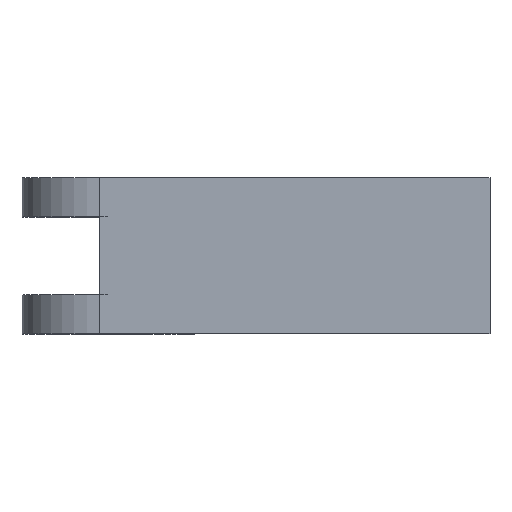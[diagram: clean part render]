
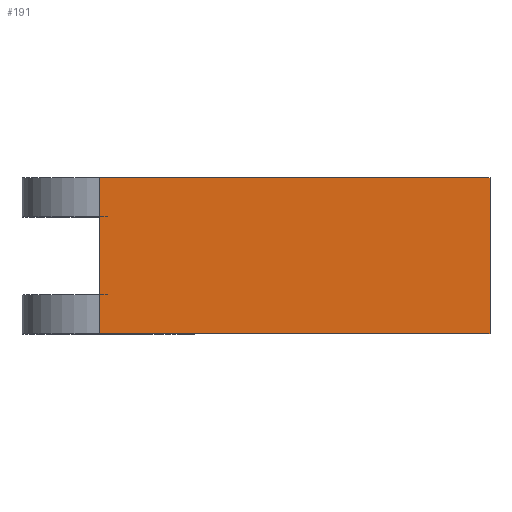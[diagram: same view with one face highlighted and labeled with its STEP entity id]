
A CAD part, top view. The second image highlights one B-rep face of the part: STEP entity #191.
In plain terms, the highlighted planar face has unit normal (0, 0, 1).
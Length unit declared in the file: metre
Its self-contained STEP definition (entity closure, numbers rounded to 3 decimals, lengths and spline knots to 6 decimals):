
#14=PLANE('',#222);
#19=LINE('',#298,#33);
#21=LINE('',#309,#35);
#28=LINE('',#327,#42);
#30=LINE('',#331,#44);
#31=LINE('',#332,#45);
#32=LINE('',#333,#46);
#33=VECTOR('',#239,1.);
#35=VECTOR('',#251,1.);
#42=VECTOR('',#266,1.);
#44=VECTOR('',#270,1.);
#45=VECTOR('',#271,1.);
#46=VECTOR('',#272,1.);
#67=ORIENTED_EDGE('',*,*,#112,.T.);
#68=ORIENTED_EDGE('',*,*,#96,.F.);
#69=ORIENTED_EDGE('',*,*,#113,.F.);
#70=ORIENTED_EDGE('',*,*,#101,.F.);
#71=ORIENTED_EDGE('',*,*,#114,.F.);
#72=ORIENTED_EDGE('',*,*,#110,.T.);
#96=EDGE_CURVE('',#119,#121,#19,.T.);
#101=EDGE_CURVE('',#125,#126,#21,.T.);
#110=EDGE_CURVE('',#132,#131,#28,.T.);
#112=EDGE_CURVE('',#131,#121,#30,.T.);
#113=EDGE_CURVE('',#126,#119,#31,.T.);
#114=EDGE_CURVE('',#132,#125,#32,.T.);
#119=VERTEX_POINT('',#296);
#121=VERTEX_POINT('',#299);
#125=VERTEX_POINT('',#310);
#126=VERTEX_POINT('',#311);
#131=VERTEX_POINT('',#326);
#132=VERTEX_POINT('',#328);
#151=EDGE_LOOP('',(#67,#68,#69,#70,#71,#72));
#169=FACE_BOUND('',#151,.T.);
#191=ADVANCED_FACE('',(#169),#14,.F.);
#222=AXIS2_PLACEMENT_3D('',#330,#268,#269);
#239=DIRECTION('',(0.,1.,0.));
#251=DIRECTION('',(0.,1.,0.));
#266=DIRECTION('',(0.,1.,0.));
#268=DIRECTION('',(0.,0.,-1.));
#269=DIRECTION('',(0.,1.,0.));
#270=DIRECTION('',(-1.,0.,0.));
#271=DIRECTION('',(0.,1.,0.));
#272=DIRECTION('',(-1.,0.,0.));
#296=CARTESIAN_POINT('',(0.,0.005,0.));
#298=CARTESIAN_POINT('',(0.,-0.01,0.));
#299=CARTESIAN_POINT('',(0.,0.01,0.));
#309=CARTESIAN_POINT('',(0.,-0.01,0.));
#310=CARTESIAN_POINT('',(0.,-0.01,0.));
#311=CARTESIAN_POINT('',(0.,-0.005,0.));
#326=CARTESIAN_POINT('',(0.05,0.01,0.));
#327=CARTESIAN_POINT('',(0.05,-0.01,0.));
#328=CARTESIAN_POINT('',(0.05,-0.01,0.));
#330=CARTESIAN_POINT('',(0.,-0.01,0.));
#331=CARTESIAN_POINT('',(0.,0.01,0.));
#332=CARTESIAN_POINT('',(0.,-0.01,0.));
#333=CARTESIAN_POINT('',(0.,-0.01,0.));
